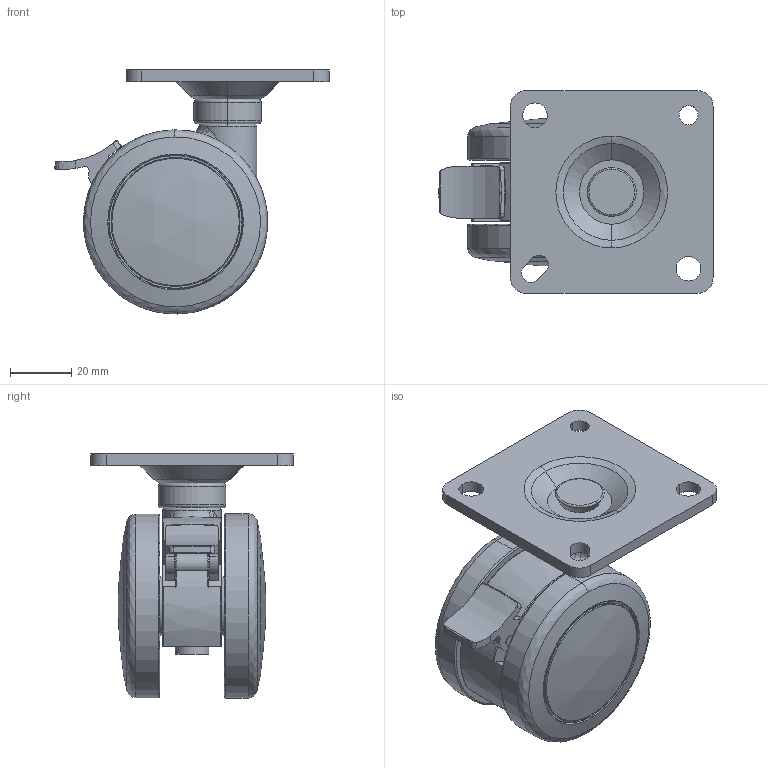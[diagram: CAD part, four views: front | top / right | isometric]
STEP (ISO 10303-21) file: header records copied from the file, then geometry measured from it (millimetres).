
FILE_DESCRIPTION( (''), '2;1');
FILE_NAME ('PC003.16728.TCA_A60SBF50X50_1742.stp','2022-11-04T14:44:58',(''),(''),'spGate 18.9.1 (****-****-****-****)','','');
FILE_SCHEMA (('AUTOMOTIVE_DESIGN'));
Length unit declared in the file: millimetre
Products named in the file (5): Assembly; A60S _{__; TY60JS ___o_[; A60 ____; TY75 ___t__
Assembly tree (5 placements, depth 2):
  Assembly
    A60S _{__
    TY60JS ___o_[
    A60 ____  x2
    TY75 ___t__
Bounding box: 89.29 x 66 x 79.5 mm (x, y, z)
Volume: 111752.7 mm3; surface area: 48412.9 mm2
Topology: 5 solids, 5 shells, 268 faces, 637 edges, 385 vertices
Faces by surface type: bspline 118, cylinder 91, plane 51, sphere 8
Entity records: 15020 total; most frequent: CARTESIAN_POINT 5800, ORIENTED_EDGE 1072, DIRECTION 920, COLOUR_RGB 767, PRESENTATION_STYLE_ASSIGNMENT 767, STYLED_ITEM 767, EDGE_CURVE 536, DRAUGHTING_PRE_DEFINED_CURVE_FONT 536
